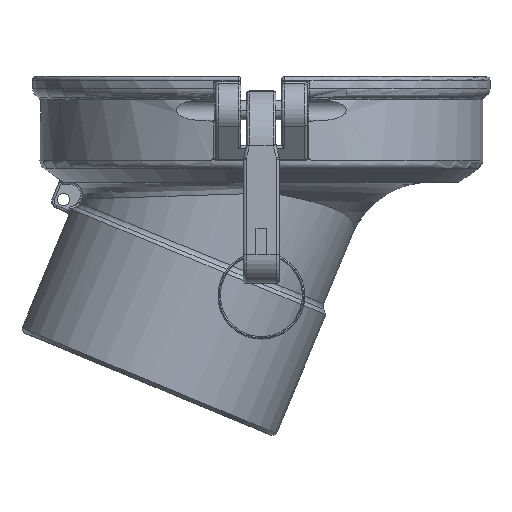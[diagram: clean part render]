
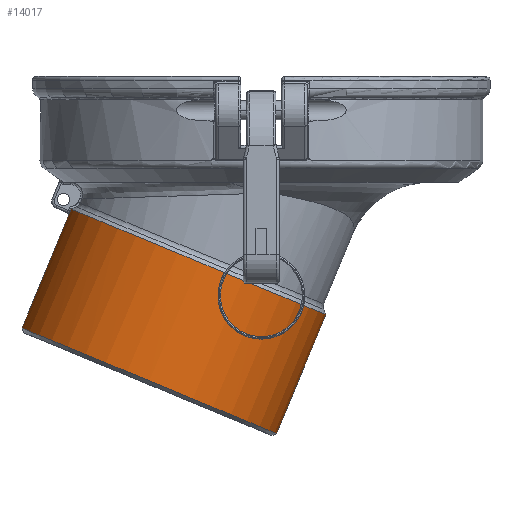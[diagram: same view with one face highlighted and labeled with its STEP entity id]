
A CAD part, front view. The second image highlights one B-rep face of the part: STEP entity #14017.
In plain terms, the highlighted cylindrical face has radius 57.25 mm (diameter 114.5 mm), a partial arc.
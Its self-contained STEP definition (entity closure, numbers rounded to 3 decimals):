
#380 = CARTESIAN_POINT ( 'NONE',  ( -78.993, -0.986, -55.127 ) ) ;
#979 = CARTESIAN_POINT ( 'NONE',  ( -46.583, 0., -126.46 ) ) ;
#1218 = CARTESIAN_POINT ( 'NONE',  ( -80.047, 0., -57.648 ) ) ;
#1634 = ORIENTED_EDGE ( 'NONE', *, *, #12416, .T. ) ;
#1701 = CARTESIAN_POINT ( 'NONE',  ( -79.443, -0.983, -56.213 ) ) ;
#2877 = DIRECTION ( 'NONE',  ( -0.924, 0., 0.383 ) ) ;
#3017 = CARTESIAN_POINT ( 'NONE',  ( -99.475, 0., -104.552 ) ) ;
#3196 = LINE ( 'NONE', #4250, #17938 ) ;
#3358 = EDGE_CURVE ( 'NONE', #14828, #21982, #14819, .T. ) ;
#3399 = CARTESIAN_POINT ( 'NONE',  ( -25.152, 0., -74.723 ) ) ;
#4155 = CARTESIAN_POINT ( 'NONE',  ( -78.993, -0.984, -55.127 ) ) ;
#4250 = CARTESIAN_POINT ( 'NONE',  ( -78.037, -0.983, -52.818 ) ) ;
#4930 = VECTOR ( 'NONE', #15017, 1000. ) ;
#5250 = B_SPLINE_CURVE_WITH_KNOTS ( 'NONE', 3,
 ( #24297, #5390, #7323, #9296, #22598, #11269, #24444, #13235, #1701, #15214 ),
 .UNSPECIFIED., .F., .F.,
 ( 4, 2, 2, 2, 4 ),
 ( 0.001, 0.002, 0.002, 0.003, 0.003 ),
 .UNSPECIFIED. ) ;
#5390 = CARTESIAN_POINT ( 'NONE',  ( -80.013, -0.15, -57.567 ) ) ;
#5496 = LINE ( 'NONE', #24341, #4930 ) ;
#5522 = CARTESIAN_POINT ( 'NONE',  ( -26.109, 0., -77.033 ) ) ;
#5862 = EDGE_CURVE ( 'NONE', #16394, #24183, #5250, .T. ) ;
#7161 = ORIENTED_EDGE ( 'NONE', *, *, #24101, .F. ) ;
#7164 = EDGE_CURVE ( 'NONE', #11220, #24183, #3196, .T. ) ;
#7323 = CARTESIAN_POINT ( 'NONE',  ( -79.971, -0.288, -57.467 ) ) ;
#7338 = AXIS2_PLACEMENT_3D ( 'NONE', #5522, #19008, #7470 ) ;
#7470 = DIRECTION ( 'NONE',  ( -0.924, 0., 0.383 ) ) ;
#9179 = DIRECTION ( 'NONE',  ( -0.383, 0., -0.924 ) ) ;
#9253 = CYLINDRICAL_SURFACE ( 'NONE', #17625, 57.25 ) ;
#9296 = CARTESIAN_POINT ( 'NONE',  ( -79.875, -0.53, -57.239 ) ) ;
#9469 = VECTOR ( 'NONE', #11570, 1000. ) ;
#9797 = EDGE_CURVE ( 'NONE', #20170, #11220, #18740, .T. ) ;
#9865 = VERTEX_POINT ( 'NONE', #14618 ) ;
#11220 = VERTEX_POINT ( 'NONE', #19632 ) ;
#11269 = CARTESIAN_POINT ( 'NONE',  ( -79.702, -0.806, -56.832 ) ) ;
#11570 = DIRECTION ( 'NONE',  ( -0.383, 0., -0.924 ) ) ;
#11714 = FACE_OUTER_BOUND ( 'NONE', #17811, .T. ) ;
#12416 = EDGE_CURVE ( 'NONE', #9865, #20170, #13024, .T. ) ;
#13024 = CIRCLE ( 'NONE', #7338, 57.25 ) ;
#13196 = CARTESIAN_POINT ( 'NONE',  ( -79.376, -0.983, -56.051 ) ) ;
#13235 = CARTESIAN_POINT ( 'NONE',  ( -79.509, -0.961, -56.371 ) ) ;
#13497 = ORIENTED_EDGE ( 'NONE', *, *, #3358, .T. ) ;
#13837 = CARTESIAN_POINT ( 'NONE',  ( -78.993, -0.988, -55.127 ) ) ;
#14017 = ADVANCED_FACE ( 'NONE', ( #11714 ), #9253, .T. ) ;
#14463 = DIRECTION ( 'NONE',  ( 0.383, 0., 0.924 ) ) ;
#14618 = CARTESIAN_POINT ( 'NONE',  ( 26.783, 0., -98.941 ) ) ;
#14700 = ORIENTED_EDGE ( 'NONE', *, *, #20394, .T. ) ;
#14793 = ORIENTED_EDGE ( 'NONE', *, *, #5862, .F. ) ;
#14819 = CIRCLE ( 'NONE', #15826, 57.25 ) ;
#14828 = VERTEX_POINT ( 'NONE', #3017 ) ;
#14835 = CARTESIAN_POINT ( 'NONE',  ( 6.31, 0., -148.369 ) ) ;
#15017 = DIRECTION ( 'NONE',  ( -0.383, 0., -0.924 ) ) ;
#15214 = CARTESIAN_POINT ( 'NONE',  ( -79.376, -0.983, -56.051 ) ) ;
#15303 = LINE ( 'NONE', #19254, #9469 ) ;
#15657 = ORIENTED_EDGE ( 'NONE', *, *, #9797, .T. ) ;
#15826 = AXIS2_PLACEMENT_3D ( 'NONE', #979, #14463, #2877 ) ;
#15893 = DIRECTION ( 'NONE',  ( -0.383, 0., -0.924 ) ) ;
#16394 = VERTEX_POINT ( 'NONE', #1218 ) ;
#16986 = DIRECTION ( 'NONE',  ( -0.924, 0., 0.383 ) ) ;
#17625 = AXIS2_PLACEMENT_3D ( 'NONE', #3399, #9179, #16986 ) ;
#17652 = CARTESIAN_POINT ( 'NONE',  ( -78.993, -0.983, -55.127 ) ) ;
#17811 = EDGE_LOOP ( 'NONE', ( #7161, #1634, #15657, #23938, #14793, #14700, #13497 ) ) ;
#17938 = VECTOR ( 'NONE', #15893, 1000. ) ;
#18740 = B_SPLINE_CURVE_WITH_KNOTS ( 'NONE', 3,
 ( #13837, #380, #4155, #17652 ),
 .UNSPECIFIED., .F., .F.,
 ( 4, 4 ),
 ( 0., 0. ),
 .UNSPECIFIED. ) ;
#19008 = DIRECTION ( 'NONE',  ( -0.383, 0., -0.924 ) ) ;
#19254 = CARTESIAN_POINT ( 'NONE',  ( -78.044, 0., -52.814 ) ) ;
#19632 = CARTESIAN_POINT ( 'NONE',  ( -78.993, -0.983, -55.127 ) ) ;
#20170 = VERTEX_POINT ( 'NONE', #20741 ) ;
#20394 = EDGE_CURVE ( 'NONE', #16394, #14828, #15303, .T. ) ;
#20741 = CARTESIAN_POINT ( 'NONE',  ( -78.993, -0.988, -55.127 ) ) ;
#21982 = VERTEX_POINT ( 'NONE', #14835 ) ;
#22598 = CARTESIAN_POINT ( 'NONE',  ( -79.82, -0.636, -57.109 ) ) ;
#23938 = ORIENTED_EDGE ( 'NONE', *, *, #7164, .T. ) ;
#24101 = EDGE_CURVE ( 'NONE', #9865, #21982, #5496, .T. ) ;
#24183 = VERTEX_POINT ( 'NONE', #13196 ) ;
#24297 = CARTESIAN_POINT ( 'NONE',  ( -80.047, 0., -57.648 ) ) ;
#24341 = CARTESIAN_POINT ( 'NONE',  ( 27.74, 0., -96.632 ) ) ;
#24444 = CARTESIAN_POINT ( 'NONE',  ( -79.639, -0.873, -56.681 ) ) ;
